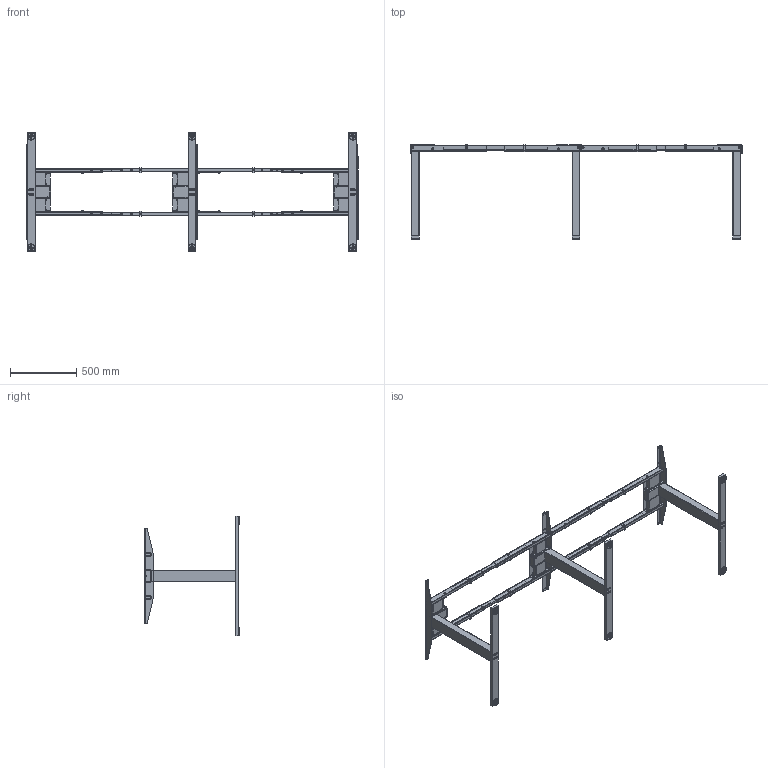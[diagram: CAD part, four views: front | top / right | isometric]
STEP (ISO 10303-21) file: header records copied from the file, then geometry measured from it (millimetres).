
FILE_DESCRIPTION (( 'STEP AP203' ), '1' );
FILE_NAME ('C-3 Conf. 2.0_CL3FYKxxxxxxx_Fl115, foot 900.STEP', '2019-03-18T14:58:02', ( '' ), ( '' ), 'SwSTEP 2.0', 'SolidWorks 2017', '' );
FILE_SCHEMA (( 'CONFIG_CONTROL_DESIGN' ));
Length unit declared in the file: millimetre
Products named in the file (1): C-3 Conf. 2.0_CL3FYKxxxxxxx_Fl115, foot 900
Bounding box: 2500 x 713.5 x 900 mm (x, y, z)
Surface area: 3603949.6 mm2 (no closed solid volume)
Topology: 0 solids, 308 shells, 1912 faces, 9470 edges, 7724 vertices
Faces by surface type: plane 866, cylinder 726, torus 150, cone 136, bspline 26, sphere 8
Entity records: 101830 total; most frequent: CARTESIAN_POINT 29495, DIRECTION 14844, ORIENTED_EDGE 12338, EDGE_CURVE 9462, VERTEX_POINT 7724, AXIS2_PLACEMENT_3D 5315, LINE 4214, VECTOR 4214
